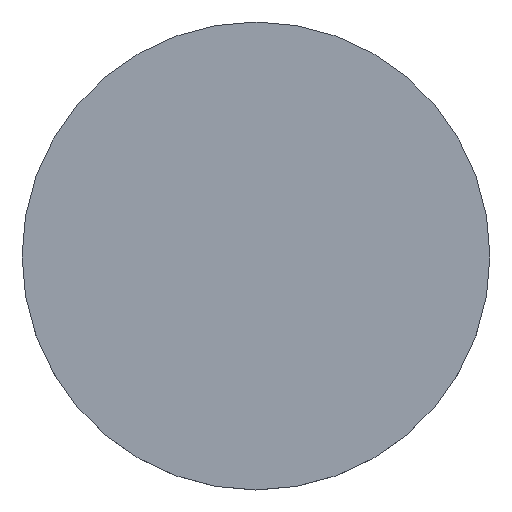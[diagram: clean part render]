
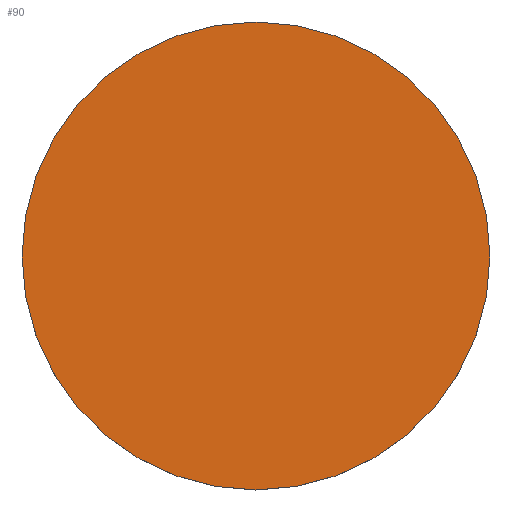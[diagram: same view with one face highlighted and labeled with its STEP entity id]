
A CAD part, top view. The second image highlights one B-rep face of the part: STEP entity #90.
In plain terms, the highlighted planar face has unit normal (0, 0, 1).
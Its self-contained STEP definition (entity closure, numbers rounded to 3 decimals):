
#7 = CIRCLE ( 'NONE', #203, 19.05 ) ;
#9 = VERTEX_POINT ( 'NONE', #26 ) ;
#26 = CARTESIAN_POINT ( 'NONE',  ( -19.05, 0., 6.5 ) ) ;
#29 = DIRECTION ( 'NONE',  ( 1., 0., 0. ) ) ;
#31 = CARTESIAN_POINT ( 'NONE',  ( 19.05, 0., 6.5 ) ) ;
#39 = CIRCLE ( 'NONE', #148, 19.05 ) ;
#50 = ORIENTED_EDGE ( 'NONE', *, *, #117, .F. ) ;
#63 = ORIENTED_EDGE ( 'NONE', *, *, #75, .F. ) ;
#64 = CARTESIAN_POINT ( 'NONE',  ( 0., 0., 6.5 ) ) ;
#69 = DIRECTION ( 'NONE',  ( 1., 0., 0. ) ) ;
#75 = EDGE_CURVE ( 'NONE', #9, #138, #39, .T. ) ;
#76 = EDGE_LOOP ( 'NONE', ( #50, #63 ) ) ;
#82 = CARTESIAN_POINT ( 'NONE',  ( 0., 0., 6.5 ) ) ;
#90 = ADVANCED_FACE ( 'NONE', ( #112 ), #134, .T. ) ;
#102 = CARTESIAN_POINT ( 'NONE',  ( 0., 39.066, 6.5 ) ) ;
#112 = FACE_OUTER_BOUND ( 'NONE', #76, .T. ) ;
#117 = EDGE_CURVE ( 'NONE', #138, #9, #7, .T. ) ;
#121 = DIRECTION ( 'NONE',  ( 0., 0., -1. ) ) ;
#134 = PLANE ( 'NONE',  #218 ) ;
#138 = VERTEX_POINT ( 'NONE', #31 ) ;
#148 = AXIS2_PLACEMENT_3D ( 'NONE', #64, #170, #69 ) ;
#170 = DIRECTION ( 'NONE',  ( 0., 0., -1. ) ) ;
#187 = DIRECTION ( 'NONE',  ( 1., 0., 0. ) ) ;
#203 = AXIS2_PLACEMENT_3D ( 'NONE', #82, #121, #29 ) ;
#212 = DIRECTION ( 'NONE',  ( 0., 0., 1. ) ) ;
#218 = AXIS2_PLACEMENT_3D ( 'NONE', #102, #212, #187 ) ;
